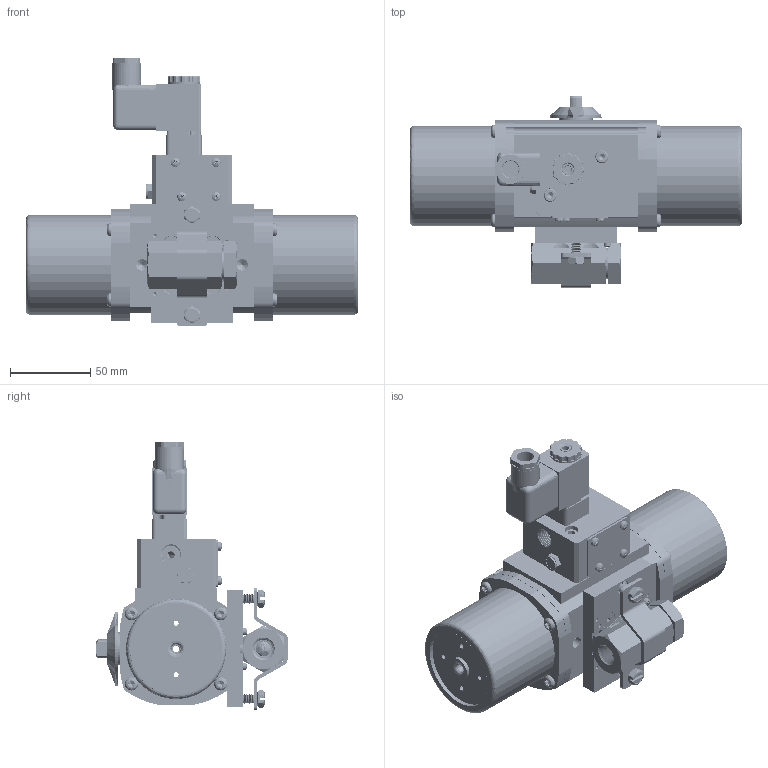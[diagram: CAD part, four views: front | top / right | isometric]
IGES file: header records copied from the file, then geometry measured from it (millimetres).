
Start section: SolidWorks IGES file using analytic representation for surfaces
Global section: file name: 84MXXA512SR3GPDS.igs; native system: SolidWorks 2017; preprocessor: SolidWorks 2017; author: ryanm; date: 180501.071539; units: inch
Bounding box: 206.38 x 118.74 x 166.86 mm (x, y, z)
Surface area: 235081.9 mm2 (no closed solid volume)
Topology: 0 solids, 0 shells, 4860 faces, 73329 edges, 73180 vertices
Faces by surface type: revolution 3769, bspline 1091
